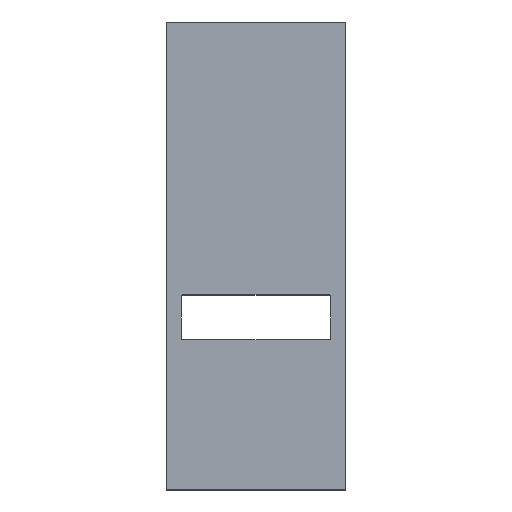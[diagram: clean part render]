
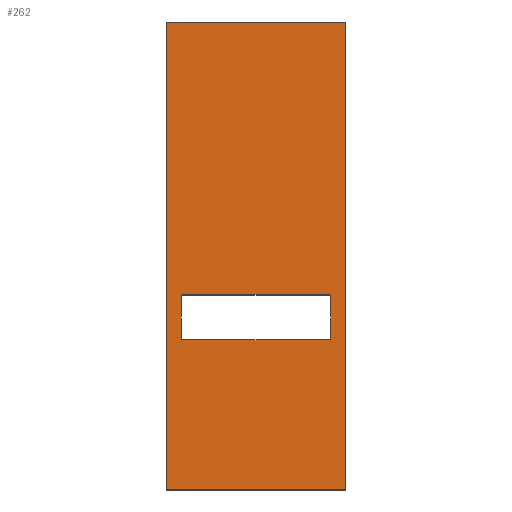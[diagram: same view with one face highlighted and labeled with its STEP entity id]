
A CAD part, top view. The second image highlights one B-rep face of the part: STEP entity #262.
In plain terms, the highlighted planar face has unit normal (0, 0, 1).
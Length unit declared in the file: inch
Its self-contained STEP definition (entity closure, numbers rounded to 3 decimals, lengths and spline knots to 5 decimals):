
#20=FACE_BOUND('',#50,.T.);
#25=CIRCLE('',#289,0.25);
#26=CIRCLE('',#290,0.25);
#27=CIRCLE('',#291,0.25);
#28=CIRCLE('',#292,0.25);
#34=FACE_OUTER_BOUND('',#49,.T.);
#49=EDGE_LOOP('',(#203,#204,#205,#206));
#50=EDGE_LOOP('',(#207,#208,#209,#210,#211,#212,#213,#214));
#68=LINE('',#405,#96);
#70=LINE('',#409,#98);
#72=LINE('',#413,#100);
#74=LINE('',#416,#102);
#75=LINE('',#420,#103);
#76=LINE('',#424,#104);
#77=LINE('',#428,#105);
#78=LINE('',#432,#106);
#96=VECTOR('',#324,30.);
#98=VECTOR('',#328,78.);
#100=VECTOR('',#332,30.);
#102=VECTOR('',#336,78.);
#103=VECTOR('',#339,7.);
#104=VECTOR('',#342,24.5);
#105=VECTOR('',#345,7.);
#106=VECTOR('',#348,24.5);
#127=VERTEX_POINT('',#402);
#128=VERTEX_POINT('',#404);
#129=VERTEX_POINT('',#408);
#130=VERTEX_POINT('',#412);
#131=VERTEX_POINT('',#418);
#132=VERTEX_POINT('',#419);
#133=VERTEX_POINT('',#421);
#134=VERTEX_POINT('',#423);
#135=VERTEX_POINT('',#425);
#136=VERTEX_POINT('',#427);
#137=VERTEX_POINT('',#429);
#138=VERTEX_POINT('',#431);
#152=EDGE_CURVE('',#127,#128,#68,.T.);
#154=EDGE_CURVE('',#128,#129,#70,.T.);
#156=EDGE_CURVE('',#129,#130,#72,.T.);
#158=EDGE_CURVE('',#130,#127,#74,.T.);
#159=EDGE_CURVE('',#131,#132,#75,.T.);
#160=EDGE_CURVE('',#133,#132,#25,.T.);
#161=EDGE_CURVE('',#133,#134,#76,.T.);
#162=EDGE_CURVE('',#135,#134,#26,.T.);
#163=EDGE_CURVE('',#135,#136,#77,.T.);
#164=EDGE_CURVE('',#137,#136,#27,.T.);
#165=EDGE_CURVE('',#138,#137,#78,.T.);
#166=EDGE_CURVE('',#131,#138,#28,.T.);
#203=ORIENTED_EDGE('',*,*,#152,.F.);
#204=ORIENTED_EDGE('',*,*,#158,.F.);
#205=ORIENTED_EDGE('',*,*,#156,.F.);
#206=ORIENTED_EDGE('',*,*,#154,.F.);
#207=ORIENTED_EDGE('',*,*,#159,.T.);
#208=ORIENTED_EDGE('',*,*,#160,.F.);
#209=ORIENTED_EDGE('',*,*,#161,.T.);
#210=ORIENTED_EDGE('',*,*,#162,.F.);
#211=ORIENTED_EDGE('',*,*,#163,.T.);
#212=ORIENTED_EDGE('',*,*,#164,.F.);
#213=ORIENTED_EDGE('',*,*,#165,.F.);
#214=ORIENTED_EDGE('',*,*,#166,.F.);
#252=PLANE('',#288);
#262=ADVANCED_FACE('',(#34,#20),#252,.T.);
#288=AXIS2_PLACEMENT_3D('',#417,#337,#338);
#289=AXIS2_PLACEMENT_3D('',#422,#340,#341);
#290=AXIS2_PLACEMENT_3D('',#426,#343,#344);
#291=AXIS2_PLACEMENT_3D('',#430,#346,#347);
#292=AXIS2_PLACEMENT_3D('',#433,#349,#350);
#324=DIRECTION('',(1.,0.,0.));
#328=DIRECTION('',(0.,-1.,0.));
#332=DIRECTION('',(-1.,0.,0.));
#336=DIRECTION('',(0.,1.,0.));
#337=DIRECTION('center_axis',(0.,0.,1.));
#338=DIRECTION('ref_axis',(1.,0.,0.));
#339=DIRECTION('',(0.,-1.,0.));
#340=DIRECTION('center_axis',(0.,0.,1.));
#341=DIRECTION('ref_axis',(0.,-1.,0.));
#342=DIRECTION('',(-1.,0.,0.));
#343=DIRECTION('center_axis',(0.,0.,1.));
#344=DIRECTION('ref_axis',(-1.,0.,0.));
#345=DIRECTION('',(0.,1.,0.));
#346=DIRECTION('center_axis',(0.,0.,1.));
#347=DIRECTION('ref_axis',(0.,1.,0.));
#348=DIRECTION('',(-1.,0.,0.));
#349=DIRECTION('center_axis',(0.,0.,1.));
#350=DIRECTION('ref_axis',(1.,0.,0.));
#402=CARTESIAN_POINT('',(-15.,39.,0.25));
#404=CARTESIAN_POINT('',(15.,39.,0.25));
#405=CARTESIAN_POINT('',(-15.,39.,0.25));
#408=CARTESIAN_POINT('',(15.,-39.,0.25));
#409=CARTESIAN_POINT('',(15.,39.,0.25));
#412=CARTESIAN_POINT('',(-15.,-39.,0.25));
#413=CARTESIAN_POINT('',(15.,-39.,0.25));
#416=CARTESIAN_POINT('',(-15.,-39.,0.25));
#417=CARTESIAN_POINT('Origin',(0.,0.,0.25));
#418=CARTESIAN_POINT('',(12.5,-6.75,0.25));
#419=CARTESIAN_POINT('',(12.5,-13.75,0.25));
#420=CARTESIAN_POINT('',(12.5,-6.75,0.25));
#421=CARTESIAN_POINT('',(12.25,-14.,0.25));
#422=CARTESIAN_POINT('Origin',(12.25,-13.75,0.25));
#423=CARTESIAN_POINT('',(-12.25,-14.,0.25));
#424=CARTESIAN_POINT('',(12.25,-14.,0.25));
#425=CARTESIAN_POINT('',(-12.5,-13.75,0.25));
#426=CARTESIAN_POINT('Origin',(-12.25,-13.75,0.25));
#427=CARTESIAN_POINT('',(-12.5,-6.75,0.25));
#428=CARTESIAN_POINT('',(-12.5,-13.75,0.25));
#429=CARTESIAN_POINT('',(-12.25,-6.5,0.25));
#430=CARTESIAN_POINT('Origin',(-12.25,-6.75,0.25));
#431=CARTESIAN_POINT('',(12.25,-6.5,0.25));
#432=CARTESIAN_POINT('',(12.25,-6.5,0.25));
#433=CARTESIAN_POINT('Origin',(12.25,-6.75,0.25));
